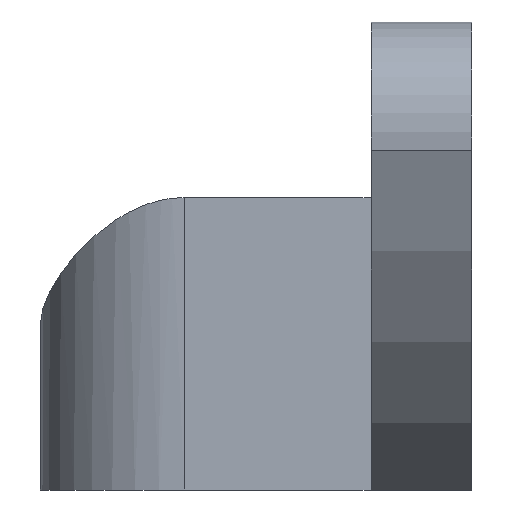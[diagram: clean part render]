
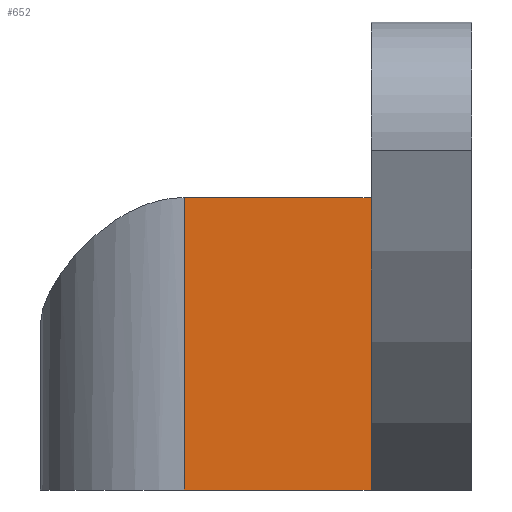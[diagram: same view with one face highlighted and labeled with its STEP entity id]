
A CAD part, left-side view. The second image highlights one B-rep face of the part: STEP entity #652.
In plain terms, the highlighted planar face has unit normal (-1, 0, 0).
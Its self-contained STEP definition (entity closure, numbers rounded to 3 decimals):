
#112=CARTESIAN_POINT('Vertex',(25.,7.,0.)) ;
#443=CARTESIAN_POINT('Vertex',(25.,7.,20.334)) ;
#446=CARTESIAN_POINT('Line Origine',(25.,7.,10.167)) ;
#622=CARTESIAN_POINT('Axis2P3D Location',(25.,30.,0.)) ;
#627=CARTESIAN_POINT('Line Origine',(25.,13.5,0.)) ;
#631=CARTESIAN_POINT('Vertex',(25.,20.,0.)) ;
#634=CARTESIAN_POINT('Line Origine',(25.,13.5,20.334)) ;
#638=CARTESIAN_POINT('Vertex',(25.,20.,20.334)) ;
#641=CARTESIAN_POINT('Line Origine',(25.,20.,10.167)) ;
#447=DIRECTION('Vector Direction',(0.,0.,1.)) ;
#623=DIRECTION('Axis2P3D Direction',(-1.,0.,0.)) ;
#624=DIRECTION('Axis2P3D XDirection',(0.,-1.,0.)) ;
#628=DIRECTION('Vector Direction',(0.,-1.,0.)) ;
#635=DIRECTION('Vector Direction',(0.,-1.,0.)) ;
#642=DIRECTION('Vector Direction',(0.,0.,1.)) ;
#625=AXIS2_PLACEMENT_3D('Plane Axis2P3D',#622,#623,#624) ;
#647=ORIENTED_EDGE('',*,*,#633,.T.) ;
#648=ORIENTED_EDGE('',*,*,#450,.T.) ;
#649=ORIENTED_EDGE('',*,*,#640,.F.) ;
#650=ORIENTED_EDGE('',*,*,#645,.F.) ;
#448=VECTOR('Line Direction',#447,1.) ;
#629=VECTOR('Line Direction',#628,1.) ;
#636=VECTOR('Line Direction',#635,1.) ;
#643=VECTOR('Line Direction',#642,1.) ;
#652=ADVANCED_FACE('Corps principal',(#651),#626,.T.) ;
#450=EDGE_CURVE('',#113,#444,#449,.T.) ;
#633=EDGE_CURVE('',#632,#113,#630,.T.) ;
#640=EDGE_CURVE('',#639,#444,#637,.T.) ;
#645=EDGE_CURVE('',#632,#639,#644,.T.) ;
#646=EDGE_LOOP('',(#647,#648,#649,#650)) ;
#651=FACE_OUTER_BOUND('',#646,.T.) ;
#449=LINE('Line',#446,#448) ;
#630=LINE('Line',#627,#629) ;
#637=LINE('Line',#634,#636) ;
#644=LINE('Line',#641,#643) ;
#626=PLANE('Plane',#625) ;
#113=VERTEX_POINT('',#112) ;
#444=VERTEX_POINT('',#443) ;
#632=VERTEX_POINT('',#631) ;
#639=VERTEX_POINT('',#638) ;
